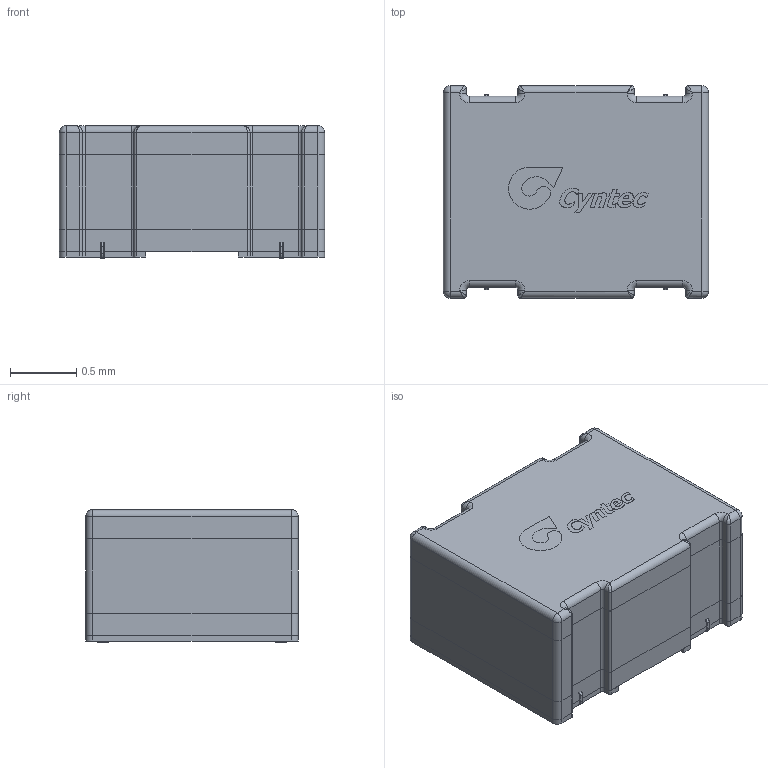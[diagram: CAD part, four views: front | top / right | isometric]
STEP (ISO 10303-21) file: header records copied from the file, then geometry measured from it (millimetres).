
FILE_DESCRIPTION(/* description */ (''),/* implementation_level */ '2;1');
FILE_NAME(/* name */ '1.stp',/* time_stamp */ '2020-04-18T09:30:01+02:00',/* author */ ('k'),/* organization */ (''),/* preprocessor_version */ 'ST-DEVELOPER v15.6',/* originating_system */ 'Autodesk Inventor 2015',/* authorisation */ '');
FILE_SCHEMA (('AUTOMOTIVE_DESIGN { 1 0 10303 214 3 1 1 }'));
Products named in the file (9): 3; 2; 1; Cyntec Logo; 4; 4_MIR; 4_MIR1; 4_MIR_MIR
Bounding box: 2 x 1.6 x 1 mm (x, y, z)
Volume: 3 mm3; surface area: 30.7 mm2
Topology: 16 solids, 16 shells, 526 faces, 1302 edges, 808 vertices
Faces by surface type: cylinder 201, plane 193, torus 72, bspline 56, sphere 4
Entity records: 16293 total; most frequent: CARTESIAN_POINT 3429, DIRECTION 2654, ORIENTED_EDGE 2604, EDGE_CURVE 1302, AXIS2_PLACEMENT_3D 961, VERTEX_POINT 808, LINE 732, VECTOR 732
